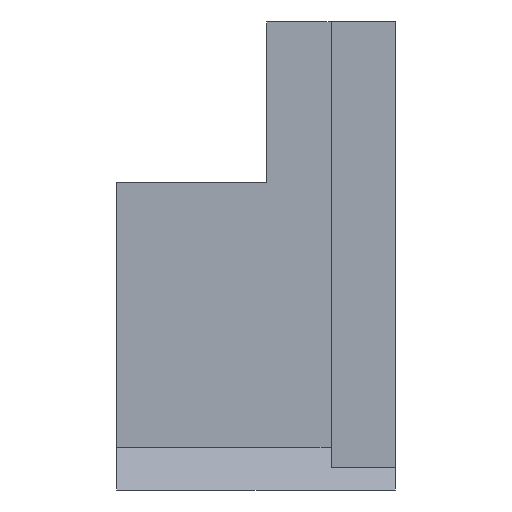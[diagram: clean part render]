
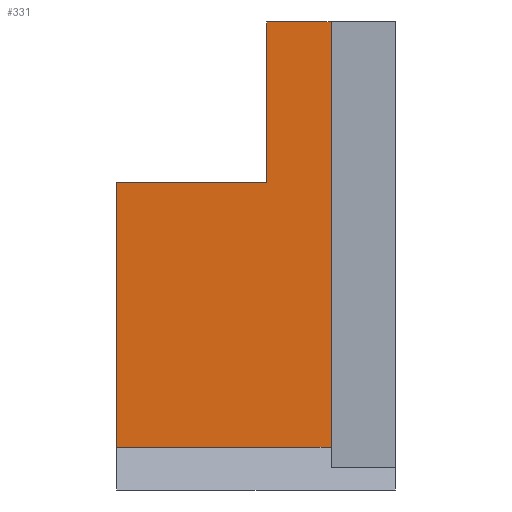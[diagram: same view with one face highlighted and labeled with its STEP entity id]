
A CAD part, front view. The second image highlights one B-rep face of the part: STEP entity #331.
In plain terms, the highlighted planar face has unit normal (0, -1, 0).
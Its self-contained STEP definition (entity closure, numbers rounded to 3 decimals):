
#183=CARTESIAN_POINT('',(-16.5,-15.,-12.67));
#184=VERTEX_POINT('',#183);
#191=CARTESIAN_POINT('',(-16.5,-15.,12.));
#192=VERTEX_POINT('',#191);
#193=CARTESIAN_POINT('',(-16.5,-15.,12.));
#194=DIRECTION('',(-0.,0.,-1.));
#195=VECTOR('',#194,24.67);
#196=LINE('',#193,#195);
#197=EDGE_CURVE('',#192,#184,#196,.T.);
#262=CARTESIAN_POINT('',(-2.5,-15.,27.));
#263=VERTEX_POINT('',#262);
#270=CARTESIAN_POINT('',(3.5,-15.,27.));
#271=VERTEX_POINT('',#270);
#272=CARTESIAN_POINT('',(3.5,-15.,27.));
#273=DIRECTION('',(-1.,0.,-0.));
#274=VECTOR('',#273,6.);
#275=LINE('',#272,#274);
#276=EDGE_CURVE('',#271,#263,#275,.T.);
#294=CARTESIAN_POINT('',(0.,-15.,0.));
#295=DIRECTION('',(0.,-1.,0.));
#296=DIRECTION('',(0.,0.,-1.));
#297=AXIS2_PLACEMENT_3D('',#294,#295,#296);
#298=PLANE('',#297);
#299=CARTESIAN_POINT('',(3.5,-15.,-12.67));
#300=VERTEX_POINT('',#299);
#301=CARTESIAN_POINT('',(3.5,-15.,-12.67));
#302=DIRECTION('',(-1.,0.,0.));
#303=VECTOR('',#302,20.);
#304=LINE('',#301,#303);
#305=EDGE_CURVE('',#300,#184,#304,.T.);
#306=ORIENTED_EDGE('',*,*,#305,.F.);
#307=CARTESIAN_POINT('',(3.5,-15.,-12.67));
#308=DIRECTION('',(0.,0.,1.));
#309=VECTOR('',#308,39.67);
#310=LINE('',#307,#309);
#311=EDGE_CURVE('',#300,#271,#310,.T.);
#312=ORIENTED_EDGE('',*,*,#311,.T.);
#313=ORIENTED_EDGE('',*,*,#276,.T.);
#314=CARTESIAN_POINT('',(-2.5,-15.,12.));
#315=VERTEX_POINT('',#314);
#316=CARTESIAN_POINT('',(-2.5,-15.,27.));
#317=DIRECTION('',(-0.,0.,-1.));
#318=VECTOR('',#317,15.);
#319=LINE('',#316,#318);
#320=EDGE_CURVE('',#263,#315,#319,.T.);
#321=ORIENTED_EDGE('',*,*,#320,.T.);
#322=CARTESIAN_POINT('',(-2.5,-15.,12.));
#323=DIRECTION('',(-1.,0.,0.));
#324=VECTOR('',#323,14.);
#325=LINE('',#322,#324);
#326=EDGE_CURVE('',#315,#192,#325,.T.);
#327=ORIENTED_EDGE('',*,*,#326,.T.);
#328=ORIENTED_EDGE('',*,*,#197,.T.);
#329=EDGE_LOOP('',(#306,#312,#313,#321,#327,#328));
#330=FACE_BOUND('',#329,.T.);
#331=ADVANCED_FACE('',(#330),#298,.T.);
